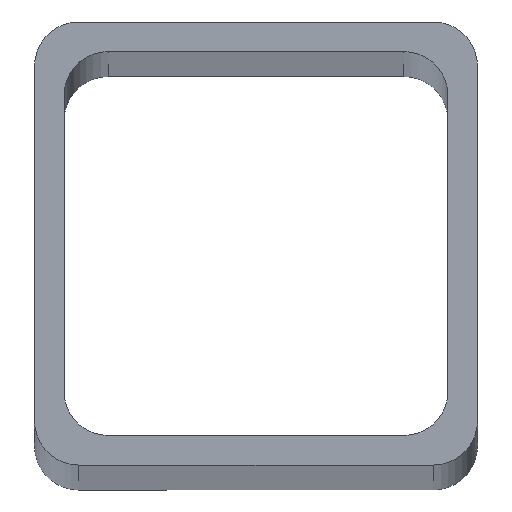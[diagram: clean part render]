
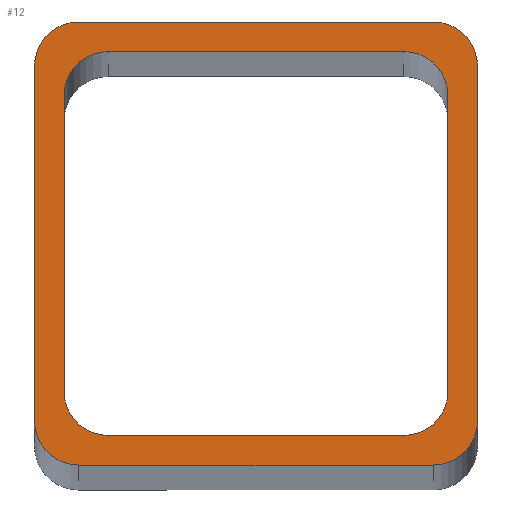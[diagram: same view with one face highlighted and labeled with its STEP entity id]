
A CAD part, top view. The second image highlights one B-rep face of the part: STEP entity #12.
In plain terms, the highlighted planar face has unit normal (0, 0, 1).
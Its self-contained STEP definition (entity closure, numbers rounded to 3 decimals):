
#2 = CARTESIAN_POINT ( 'NONE',  ( -12., 15., 0. ) ) ;
#10 = ORIENTED_EDGE ( 'NONE', *, *, #432, .F. ) ;
#12 = ADVANCED_FACE ( 'NONE', ( #589, #623 ), #427, .T. ) ;
#13 = VECTOR ( 'NONE', #413, 1000. ) ;
#20 = DIRECTION ( 'NONE',  ( 0., 0., 1. ) ) ;
#21 = CARTESIAN_POINT ( 'NONE',  ( -12., 12., 0. ) ) ;
#26 = CARTESIAN_POINT ( 'NONE',  ( 10., 10., 0. ) ) ;
#32 = DIRECTION ( 'NONE',  ( -1., 0., 0. ) ) ;
#33 = EDGE_CURVE ( 'NONE', #281, #445, #430, .T. ) ;
#47 = LINE ( 'NONE', #297, #449 ) ;
#63 = AXIS2_PLACEMENT_3D ( 'NONE', #21, #333, #539 ) ;
#68 = DIRECTION ( 'NONE',  ( 1., 0., 0. ) ) ;
#71 = CARTESIAN_POINT ( 'NONE',  ( -15., 12., 0. ) ) ;
#72 = DIRECTION ( 'NONE',  ( 0., 0., 1. ) ) ;
#75 = DIRECTION ( 'NONE',  ( -1., 0., 0. ) ) ;
#84 = CARTESIAN_POINT ( 'NONE',  ( -12., -15., 0. ) ) ;
#89 = VERTEX_POINT ( 'NONE', #478 ) ;
#93 = CARTESIAN_POINT ( 'NONE',  ( 13., 10., 0. ) ) ;
#101 = EDGE_CURVE ( 'NONE', #593, #241, #307, .T. ) ;
#108 = VERTEX_POINT ( 'NONE', #285 ) ;
#109 = DIRECTION ( 'NONE',  ( 1., 0., 0. ) ) ;
#112 = CIRCLE ( 'NONE', #494, 3. ) ;
#125 = EDGE_CURVE ( 'NONE', #545, #298, #151, .T. ) ;
#128 = EDGE_CURVE ( 'NONE', #108, #462, #292, .T. ) ;
#130 = EDGE_CURVE ( 'NONE', #241, #208, #272, .T. ) ;
#132 = VERTEX_POINT ( 'NONE', #438 ) ;
#137 = LINE ( 'NONE', #536, #332 ) ;
#141 = AXIS2_PLACEMENT_3D ( 'NONE', #220, #572, #109 ) ;
#144 = VERTEX_POINT ( 'NONE', #628 ) ;
#151 = CIRCLE ( 'NONE', #602, 3. ) ;
#155 = ORIENTED_EDGE ( 'NONE', *, *, #474, .T. ) ;
#159 = LINE ( 'NONE', #312, #13 ) ;
#165 = CARTESIAN_POINT ( 'NONE',  ( 10., 13., 0. ) ) ;
#166 = AXIS2_PLACEMENT_3D ( 'NONE', #26, #273, #535 ) ;
#182 = VERTEX_POINT ( 'NONE', #380 ) ;
#183 = CARTESIAN_POINT ( 'NONE',  ( 13., -10., 0. ) ) ;
#184 = DIRECTION ( 'NONE',  ( 0., 0., 1. ) ) ;
#190 = EDGE_CURVE ( 'NONE', #208, #89, #112, .T. ) ;
#204 = CIRCLE ( 'NONE', #141, 3. ) ;
#208 = VERTEX_POINT ( 'NONE', #580 ) ;
#210 = CARTESIAN_POINT ( 'NONE',  ( 12., 15., 0. ) ) ;
#220 = CARTESIAN_POINT ( 'NONE',  ( 12., -12., 0. ) ) ;
#221 = DIRECTION ( 'NONE',  ( 1., 0., 0. ) ) ;
#224 = DIRECTION ( 'NONE',  ( 0., -1., 0. ) ) ;
#226 = VECTOR ( 'NONE', #68, 1000. ) ;
#238 = CARTESIAN_POINT ( 'NONE',  ( -12., 15., 0. ) ) ;
#239 = CARTESIAN_POINT ( 'NONE',  ( 13., -10., 0. ) ) ;
#241 = VERTEX_POINT ( 'NONE', #71 ) ;
#248 = ORIENTED_EDGE ( 'NONE', *, *, #482, .F. ) ;
#251 = EDGE_CURVE ( 'NONE', #144, #621, #311, .T. ) ;
#262 = ORIENTED_EDGE ( 'NONE', *, *, #533, .F. ) ;
#263 = CARTESIAN_POINT ( 'NONE',  ( -13., -10., 0. ) ) ;
#264 = EDGE_LOOP ( 'NONE', ( #155, #394, #417, #645, #577, #630, #313, #614 ) ) ;
#271 = CARTESIAN_POINT ( 'NONE',  ( -10., -13., 0. ) ) ;
#272 = LINE ( 'NONE', #481, #557 ) ;
#273 = DIRECTION ( 'NONE',  ( 0., 0., 1. ) ) ;
#278 = DIRECTION ( 'NONE',  ( -1., 0., 0. ) ) ;
#281 = VERTEX_POINT ( 'NONE', #93 ) ;
#285 = CARTESIAN_POINT ( 'NONE',  ( 15., 12., 0. ) ) ;
#290 = CARTESIAN_POINT ( 'NONE',  ( 15., -12., 0. ) ) ;
#292 = CIRCLE ( 'NONE', #567, 3. ) ;
#297 = CARTESIAN_POINT ( 'NONE',  ( 15., -12., 0. ) ) ;
#298 = VERTEX_POINT ( 'NONE', #601 ) ;
#302 = VERTEX_POINT ( 'NONE', #290 ) ;
#307 = CIRCLE ( 'NONE', #63, 3. ) ;
#311 = CIRCLE ( 'NONE', #415, 3. ) ;
#312 = CARTESIAN_POINT ( 'NONE',  ( -10., 13., 0. ) ) ;
#313 = ORIENTED_EDGE ( 'NONE', *, *, #190, .T. ) ;
#316 = ORIENTED_EDGE ( 'NONE', *, *, #125, .F. ) ;
#318 = CARTESIAN_POINT ( 'NONE',  ( 12., -12., 0. ) ) ;
#324 = CARTESIAN_POINT ( 'NONE',  ( 12., 12., 0. ) ) ;
#332 = VECTOR ( 'NONE', #484, 1000. ) ;
#333 = DIRECTION ( 'NONE',  ( 0., 0., 1. ) ) ;
#344 = LINE ( 'NONE', #2, #358 ) ;
#345 = AXIS2_PLACEMENT_3D ( 'NONE', #318, #72, #626 ) ;
#347 = LINE ( 'NONE', #239, #651 ) ;
#353 = ORIENTED_EDGE ( 'NONE', *, *, #33, .F. ) ;
#358 = VECTOR ( 'NONE', #548, 1000. ) ;
#361 = EDGE_CURVE ( 'NONE', #302, #108, #47, .T. ) ;
#370 = CIRCLE ( 'NONE', #480, 3. ) ;
#380 = CARTESIAN_POINT ( 'NONE',  ( -10., 13., 0. ) ) ;
#394 = ORIENTED_EDGE ( 'NONE', *, *, #361, .T. ) ;
#405 = EDGE_CURVE ( 'NONE', #462, #593, #344, .T. ) ;
#413 = DIRECTION ( 'NONE',  ( -1., 0., 0. ) ) ;
#415 = AXIS2_PLACEMENT_3D ( 'NONE', #491, #184, #221 ) ;
#417 = ORIENTED_EDGE ( 'NONE', *, *, #128, .T. ) ;
#427 = PLANE ( 'NONE',  #345 ) ;
#430 = CIRCLE ( 'NONE', #166, 3. ) ;
#432 = EDGE_CURVE ( 'NONE', #621, #281, #347, .T. ) ;
#438 = CARTESIAN_POINT ( 'NONE',  ( 12., -15., 0. ) ) ;
#439 = ORIENTED_EDGE ( 'NONE', *, *, #607, .F. ) ;
#441 = DIRECTION ( 'NONE',  ( 0., 1., 0. ) ) ;
#445 = VERTEX_POINT ( 'NONE', #165 ) ;
#449 = VECTOR ( 'NONE', #498, 1000. ) ;
#462 = VERTEX_POINT ( 'NONE', #210 ) ;
#466 = EDGE_CURVE ( 'NONE', #445, #182, #159, .T. ) ;
#472 = DIRECTION ( 'NONE',  ( -1., 0., 0. ) ) ;
#474 = EDGE_CURVE ( 'NONE', #132, #302, #204, .T. ) ;
#476 = CARTESIAN_POINT ( 'NONE',  ( -10., 10., 0. ) ) ;
#477 = DIRECTION ( 'NONE',  ( 0., 0., 1. ) ) ;
#478 = CARTESIAN_POINT ( 'NONE',  ( -12., -15., 0. ) ) ;
#480 = AXIS2_PLACEMENT_3D ( 'NONE', #476, #564, #472 ) ;
#481 = CARTESIAN_POINT ( 'NONE',  ( -15., -12., 0. ) ) ;
#482 = EDGE_CURVE ( 'NONE', #298, #144, #622, .T. ) ;
#484 = DIRECTION ( 'NONE',  ( 0., -1., 0. ) ) ;
#491 = CARTESIAN_POINT ( 'NONE',  ( 10., -10., 0. ) ) ;
#492 = ORIENTED_EDGE ( 'NONE', *, *, #251, .F. ) ;
#494 = AXIS2_PLACEMENT_3D ( 'NONE', #588, #592, #75 ) ;
#496 = ORIENTED_EDGE ( 'NONE', *, *, #466, .F. ) ;
#498 = DIRECTION ( 'NONE',  ( 0., 1., 0. ) ) ;
#532 = LINE ( 'NONE', #84, #537 ) ;
#533 = EDGE_CURVE ( 'NONE', #182, #617, #370, .T. ) ;
#535 = DIRECTION ( 'NONE',  ( -1., 0., 0. ) ) ;
#536 = CARTESIAN_POINT ( 'NONE',  ( -13., -10., 0. ) ) ;
#537 = VECTOR ( 'NONE', #590, 1000. ) ;
#539 = DIRECTION ( 'NONE',  ( -1., 0., 0. ) ) ;
#545 = VERTEX_POINT ( 'NONE', #263 ) ;
#548 = DIRECTION ( 'NONE',  ( -1., 0., 0. ) ) ;
#557 = VECTOR ( 'NONE', #224, 1000. ) ;
#564 = DIRECTION ( 'NONE',  ( 0., 0., 1. ) ) ;
#567 = AXIS2_PLACEMENT_3D ( 'NONE', #324, #20, #32 ) ;
#572 = DIRECTION ( 'NONE',  ( 0., 0., 1. ) ) ;
#577 = ORIENTED_EDGE ( 'NONE', *, *, #101, .T. ) ;
#580 = CARTESIAN_POINT ( 'NONE',  ( -15., -12., 0. ) ) ;
#586 = EDGE_CURVE ( 'NONE', #89, #132, #532, .T. ) ;
#588 = CARTESIAN_POINT ( 'NONE',  ( -12., -12., 0. ) ) ;
#589 = FACE_BOUND ( 'NONE', #652, .T. ) ;
#590 = DIRECTION ( 'NONE',  ( 1., 0., 0. ) ) ;
#592 = DIRECTION ( 'NONE',  ( 0., 0., 1. ) ) ;
#593 = VERTEX_POINT ( 'NONE', #238 ) ;
#601 = CARTESIAN_POINT ( 'NONE',  ( -10., -13., 0. ) ) ;
#602 = AXIS2_PLACEMENT_3D ( 'NONE', #637, #477, #278 ) ;
#607 = EDGE_CURVE ( 'NONE', #617, #545, #137, .T. ) ;
#614 = ORIENTED_EDGE ( 'NONE', *, *, #586, .T. ) ;
#617 = VERTEX_POINT ( 'NONE', #643 ) ;
#621 = VERTEX_POINT ( 'NONE', #183 ) ;
#622 = LINE ( 'NONE', #271, #226 ) ;
#623 = FACE_OUTER_BOUND ( 'NONE', #264, .T. ) ;
#626 = DIRECTION ( 'NONE',  ( 1., 0., 0. ) ) ;
#628 = CARTESIAN_POINT ( 'NONE',  ( 10., -13., 0. ) ) ;
#630 = ORIENTED_EDGE ( 'NONE', *, *, #130, .T. ) ;
#637 = CARTESIAN_POINT ( 'NONE',  ( -10., -10., 0. ) ) ;
#643 = CARTESIAN_POINT ( 'NONE',  ( -13., 10., 0. ) ) ;
#645 = ORIENTED_EDGE ( 'NONE', *, *, #405, .T. ) ;
#651 = VECTOR ( 'NONE', #441, 1000. ) ;
#652 = EDGE_LOOP ( 'NONE', ( #492, #248, #316, #439, #262, #496, #353, #10 ) ) ;
